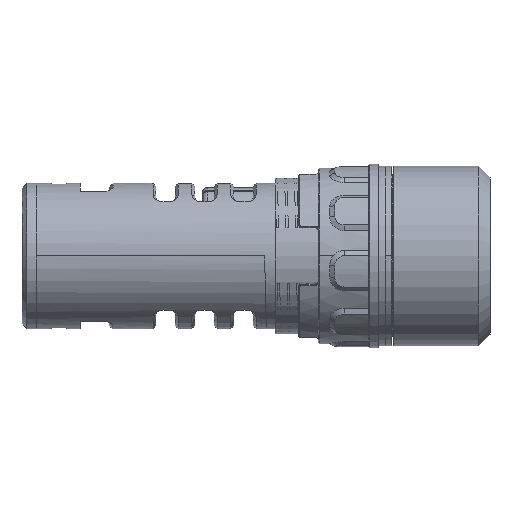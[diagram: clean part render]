
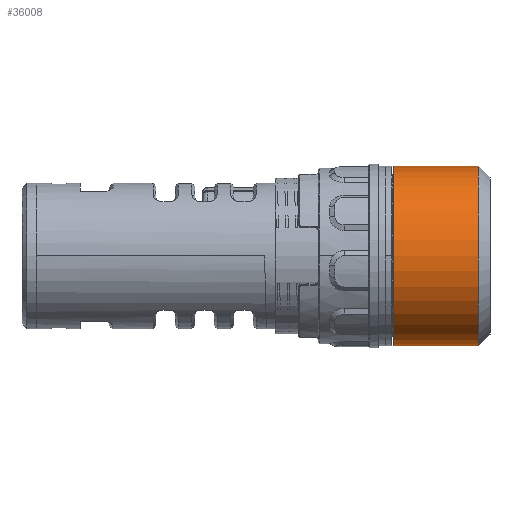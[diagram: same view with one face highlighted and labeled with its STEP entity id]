
A CAD part, top view. The second image highlights one B-rep face of the part: STEP entity #36008.
In plain terms, the highlighted cylindrical face has radius 9.25 mm (diameter 18.5 mm), a partial arc.
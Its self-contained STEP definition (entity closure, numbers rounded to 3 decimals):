
#35398=CARTESIAN_POINT('',(0.,0.,0.));
#35399=DIRECTION('',(0.,1.,0.));
#35400=DIRECTION('',(-1.,0.,0.));
#35401=AXIS2_PLACEMENT_3D('',#35398,#35399,#35400);
#35428=DIRECTION('',(0.,1.,0.));
#35429=VECTOR('',#35428,8.7);
#35430=CARTESIAN_POINT('',(9.25,0.,0.));
#35431=LINE('',#35430,#35429);
#35450=CARTESIAN_POINT('',(0.,8.7,0.));
#35451=DIRECTION('',(0.,1.,0.));
#35452=DIRECTION('',(-1.,0.,0.));
#35453=AXIS2_PLACEMENT_3D('',#35450,#35451,#35452);
#35455=DIRECTION('',(0.,1.,0.));
#35456=VECTOR('',#35455,8.7);
#35457=CARTESIAN_POINT('',(-9.25,0.,0.));
#35458=LINE('',#35457,#35456);
#35813=CARTESIAN_POINT('',(9.25,0.,0.));
#35814=CARTESIAN_POINT('',(-9.25,0.,0.));
#35815=VERTEX_POINT('',#35813);
#35816=VERTEX_POINT('',#35814);
#35867=CARTESIAN_POINT('',(-9.25,8.7,0.));
#35868=CARTESIAN_POINT('',(9.25,8.7,0.));
#35869=VERTEX_POINT('',#35867);
#35870=VERTEX_POINT('',#35868);
#35997=CARTESIAN_POINT('',(0.,0.,0.));
#35998=DIRECTION('',(0.,1.,0.));
#35999=DIRECTION('',(1.,0.,0.));
#36000=AXIS2_PLACEMENT_3D('',#35997,#35998,#35999);
#36001=CYLINDRICAL_SURFACE('',#36000,9.25);
#36002=ORIENTED_EDGE('',*,*,#35991,.T.);
#36003=ORIENTED_EDGE('',*,*,#35953,.F.);
#36004=ORIENTED_EDGE('',*,*,#35920,.F.);
#36005=ORIENTED_EDGE('',*,*,#35950,.T.);
#36006=EDGE_LOOP('',(#36002,#36003,#36004,#36005));
#36007=FACE_OUTER_BOUND('',#36006,.F.);
#36008=ADVANCED_FACE('',(#36007),#36001,.T.);
#35402=CIRCLE('',#35401,9.25);
#35454=CIRCLE('',#35453,9.25);
#35920=EDGE_CURVE('',#35816,#35815,#35402,.T.);
#35950=EDGE_CURVE('',#35816,#35869,#35458,.T.);
#35953=EDGE_CURVE('',#35815,#35870,#35431,.T.);
#35991=EDGE_CURVE('',#35869,#35870,#35454,.T.);
